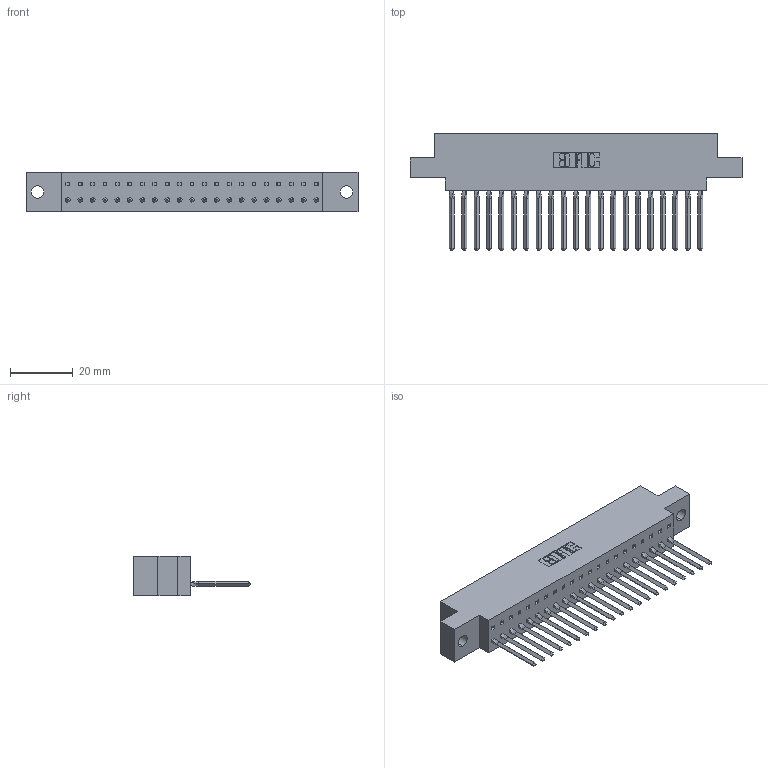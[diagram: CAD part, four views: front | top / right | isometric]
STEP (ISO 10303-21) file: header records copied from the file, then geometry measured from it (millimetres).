
FILE_DESCRIPTION (( 'STEP AP203' ), '1' );
FILE_NAME ('317-021-541-604.STEP', '2020-02-27T17:04:52', ( '' ), ( '' ), 'SwSTEP 2.0', 'SolidWorks 2016', '' );
FILE_SCHEMA (( 'CONFIG_CONTROL_DESIGN' ));
Length unit declared in the file: inch
Products named in the file (3): 317-021-541-604; 317-290-002_541; 317 Part_.156 Dia - TH
Assembly tree (22 placements, depth 2):
  317-021-541-604
    317 Part_.156 Dia - TH
    317-290-002_541  x21
Bounding box: 105.92 x 37.34 x 12.7 mm (x, y, z)
Volume: 16442.8 mm3; surface area: 22352.6 mm2
Topology: 22 solids, 22 shells, 3294 faces, 9389 edges, 6104 vertices
Faces by surface type: plane 2662, cylinder 548, bspline 84
Entity records: 34164 total; most frequent: CARTESIAN_POINT 6704, ORIENTED_EDGE 5978, DIRECTION 4895, EDGE_CURVE 2989, VECTOR 2625, LINE 2625, VERTEX_POINT 1984, AXIS2_PLACEMENT_3D 1135
